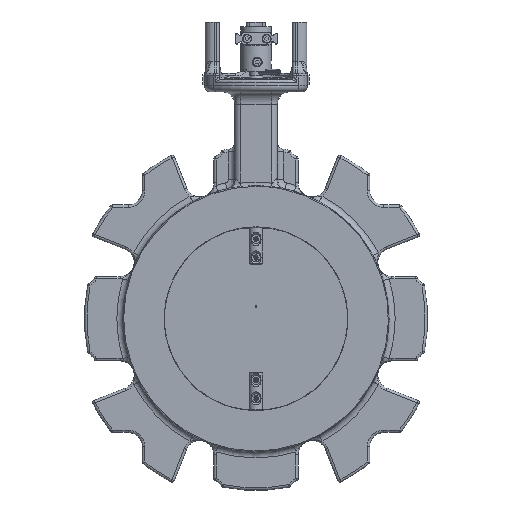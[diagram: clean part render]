
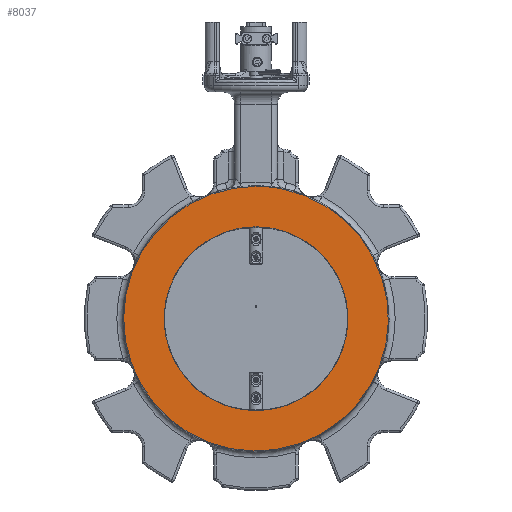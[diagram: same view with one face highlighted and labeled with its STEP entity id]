
A CAD part, left-side view. The second image highlights one B-rep face of the part: STEP entity #8037.
In plain terms, the highlighted planar face has unit normal (-1, 0, 0).
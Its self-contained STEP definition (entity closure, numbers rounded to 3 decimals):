
#6343=FACE_BOUND('',#11903,.T.);
#6344=FACE_BOUND('',#11904,.T.);
#8037=ADVANCED_FACE('',(#6343,#6344),#8530,.T.);
#8530=PLANE('',#30581);
#11903=EDGE_LOOP('',(#18886));
#11904=EDGE_LOOP('',(#18887));
#18886=ORIENTED_EDGE('',*,*,#23942,.T.);
#18887=ORIENTED_EDGE('',*,*,#23948,.F.);
#20982=VERTEX_POINT('',#47825);
#20988=VERTEX_POINT('',#47839);
#23942=EDGE_CURVE('',#20982,#20982,#26382,.T.);
#23948=EDGE_CURVE('',#20988,#20988,#26388,.T.);
#26382=CIRCLE('',#29338,107.964);
#26388=CIRCLE('',#29346,75.);
#29338=AXIS2_PLACEMENT_3D('',#47824,#34848,#34849);
#29346=AXIS2_PLACEMENT_3D('',#47838,#34864,#34865);
#30581=AXIS2_PLACEMENT_3D('',#56258,#37770,#37771);
#34848=DIRECTION('',(-1.,0.,0.));
#34849=DIRECTION('',(0.,0.,1.));
#34864=DIRECTION('',(-1.,0.,0.));
#34865=DIRECTION('',(0.,0.,1.));
#37770=DIRECTION('',(-1.,0.,0.));
#37771=DIRECTION('',(0.,0.,1.));
#47824=CARTESIAN_POINT('',(-20.,0.,-84.));
#47825=CARTESIAN_POINT('',(-20.,0.,23.964));
#47838=CARTESIAN_POINT('',(-20.,0.,-84.));
#47839=CARTESIAN_POINT('',(-20.,0.,-9.));
#56258=CARTESIAN_POINT('',(-20.,200.,88.5));
